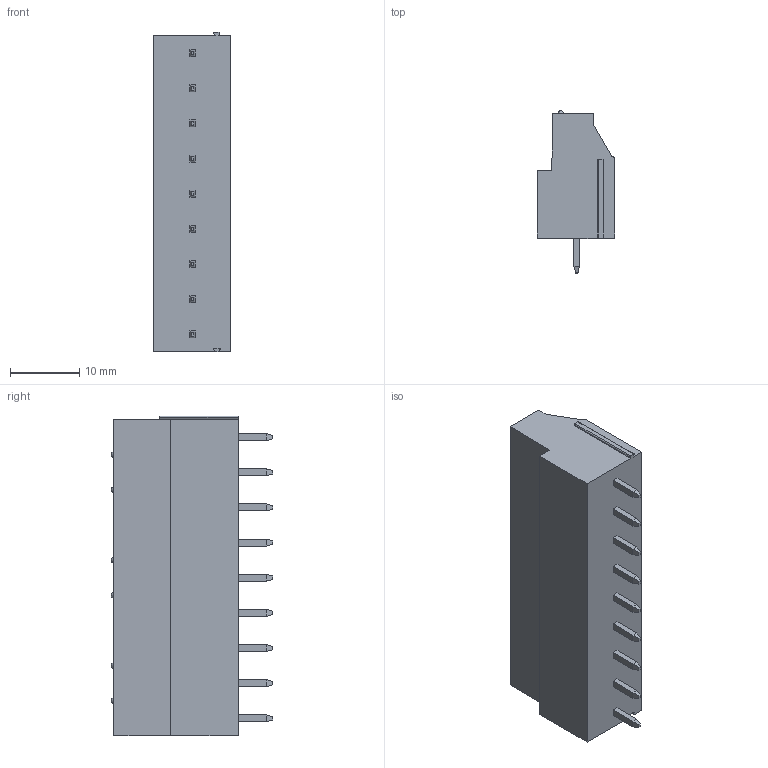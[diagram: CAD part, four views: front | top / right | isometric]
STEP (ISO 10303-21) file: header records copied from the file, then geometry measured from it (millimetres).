
FILE_DESCRIPTION((''),'2;1');
FILE_NAME('TL212V-XXP-XS','2024-10-21T',('sj'),(''),'PRO/ENGINEER BY PARAMETRIC TECHNOLOGY CORPORATION, 2013240','PRO/ENGINEER BY PARAMETRIC TECHNOLOGY CORPORATION, 2013240','');
FILE_SCHEMA(('AUTOMOTIVE_DESIGN_CC2 { 1 2 10303 214 -1 1 5 2 }'));
Length unit declared in the file: millimetre
Products named in the file (1): TL212V-XXP-XS
Bounding box: 11.2 x 23.4 x 46.22 mm (x, y, z)
Volume: 7479.2 mm3; surface area: 3549 mm2
Topology: 1 solids, 1 shells, 337 faces, 822 edges, 508 vertices
Faces by surface type: plane 216, cylinder 61, cone 36, torus 18, sphere 6
Entity records: 9790 total; most frequent: CARTESIAN_POINT 1835, DIRECTION 1654, ORIENTED_EDGE 1620, EDGE_CURVE 810, VECTOR 568, LINE 568, AXIS2_PLACEMENT_3D 543, VERTEX_POINT 508
